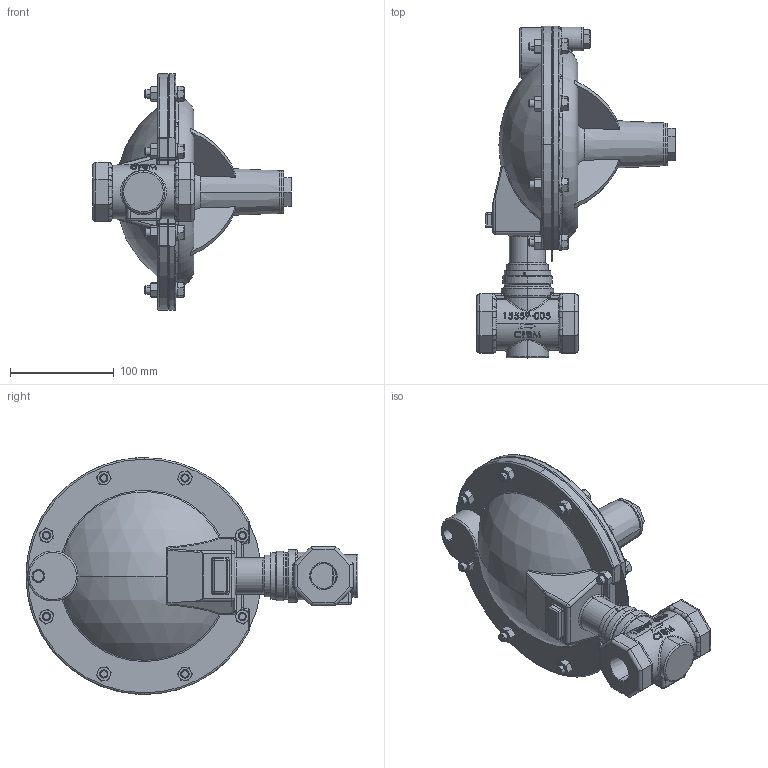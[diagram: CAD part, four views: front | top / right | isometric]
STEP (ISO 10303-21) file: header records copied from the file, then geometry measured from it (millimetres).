
FILE_DESCRIPTION (( 'STEP AP203' ), '1' );
FILE_NAME ('608BP-075-CS+S6-PT.STEP', '2017-09-06T19:23:11', ( '' ), ( '' ), 'SwSTEP 2.0', 'SolidWorks 2014', '' );
FILE_SCHEMA (( 'CONFIG_CONTROL_DESIGN' ));
Length unit declared in the file: inch
Products named in the file (1): 608BP-075-CS+S6-PT
Bounding box: 191.99 x 320.52 x 228.6 mm (x, y, z)
Volume: 2160269.3 mm3; surface area: 196136.6 mm2
Topology: 1 solids, 1 shells, 1054 faces, 2586 edges, 1574 vertices
Faces by surface type: plane 352, cylinder 250, cone 190, bspline 162, torus 80, sphere 20
Entity records: 58833 total; most frequent: CARTESIAN_POINT 35830, ORIENTED_EDGE 5138, DIRECTION 4256, EDGE_CURVE 2569, AXIS2_PLACEMENT_3D 1724, VERTEX_POINT 1574, EDGE_LOOP 1135, FACE_OUTER_BOUND 1055
